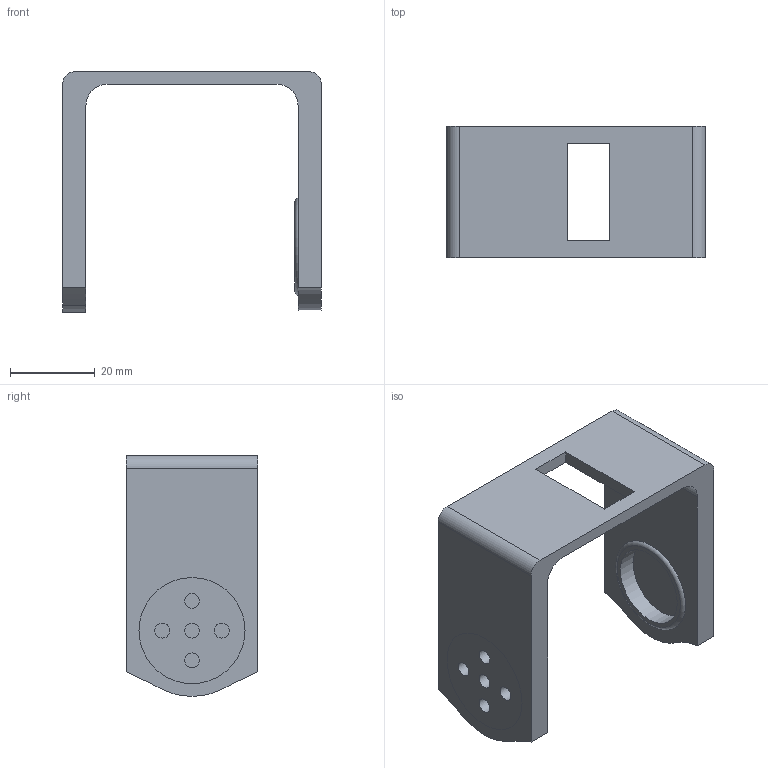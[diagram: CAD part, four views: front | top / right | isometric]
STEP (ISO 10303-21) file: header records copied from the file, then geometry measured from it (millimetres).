
FILE_DESCRIPTION(/* description */ (''),/* implementation_level */ '2;1');
FILE_NAME(/* name */ 'connector-hole.step',/* time_stamp */ '2024-02-01T16:22:05+01:00',/* author */ (''),/* organization */ (''),/* preprocessor_version */ 'ST-DEVELOPER v20',/* originating_system */ 'Autodesk Translation Framework v12.14.0.127',/* authorisation */ '');
FILE_SCHEMA (('AUTOMOTIVE_DESIGN { 1 0 10303 214 3 1 1 }'));
Length unit declared in the file: millimetre
Products named in the file (2): connector-hole; ring
Assembly tree (1 placements, depth 2):
  connector-hole
    ring
Bounding box: 61 x 31 x 56.75 mm (x, y, z)
Volume: 20858 mm3; surface area: 12664.1 mm2
Topology: 2 solids, 2 shells, 37 faces, 90 edges, 60 vertices
Faces by surface type: cylinder 19, plane 17, torus 1
Full cylindrical faces by diameter (mm): 3.5 x5, 19 x1, 20.15 x1, 25 x2
Entity records: 1201 total; most frequent: DIRECTION 211, CARTESIAN_POINT 190, ORIENTED_EDGE 180, EDGE_CURVE 90, AXIS2_PLACEMENT_3D 81, VERTEX_POINT 60, EDGE_LOOP 54, LINE 49
